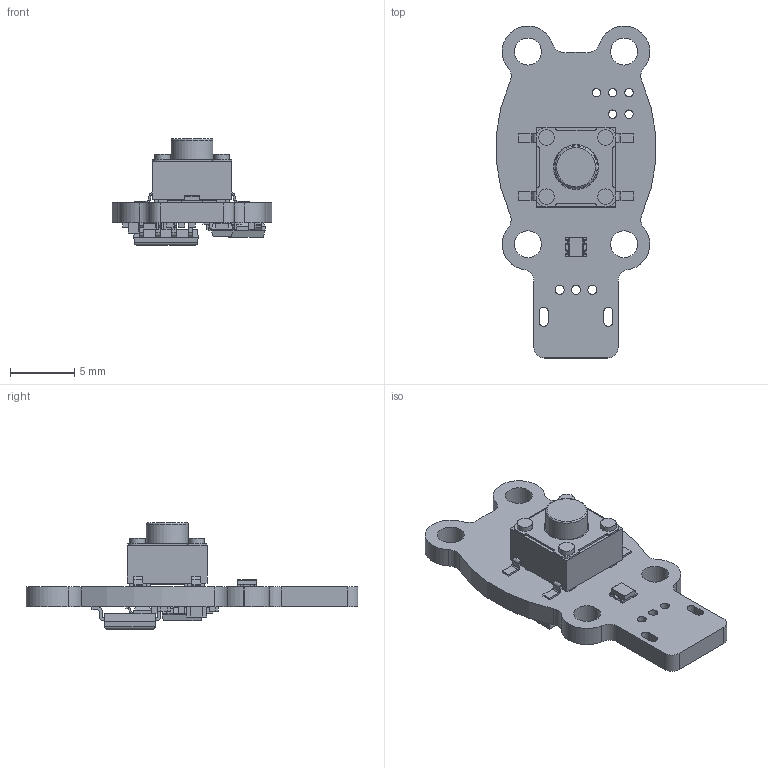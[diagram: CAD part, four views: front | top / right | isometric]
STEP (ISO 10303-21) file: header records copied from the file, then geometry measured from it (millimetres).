
FILE_DESCRIPTION(('Open CASCADE Model'),'2;1');
FILE_NAME('Open CASCADE Shape Model','2021-12-03T20:30:42',('Author'),( 'Open CASCADE'),'Open CASCADE STEP processor 6.8','Open CASCADE 6.8' ,'Unknown');
FILE_SCHEMA(('AUTOMOTIVE_DESIGN { 1 0 10303 214 1 1 1 1 }'));
Length unit declared in the file: millimetre
Products named in the file (42): PCB; Board; Open CASCADE STEP translator 6.8 4.1.1; SW1; 4301x20508x6; R6; 6268907904; Extruded; 6268909344; U2; MSRC-STM-8-SOIC; R5; D6; MSRC-TZ-P4-1615RGBTCA1-0.55T_RGB8421504; R4; D3; MSRC-RCLAMP0521P-N_v2; D1; MSRC-Nexperia_SOT23; C4; 6268908944; 6268908784; D2; U1; MSFT-SOT23-5; Model; R1; FB1; 6268908224; 6268908384; C1; C3; C2; 6367486880; 6367498640
Assembly tree (61 placements, depth 4):
  PCB
    Board
      Open CASCADE STEP translator 6.8 4.1.1
    SW1
      4301x20508x6
    R6
      6268907904  x2
        Extruded
      6268909344
        Extruded
    U2
      MSRC-STM-8-SOIC
    R5
      6268907904  x2
        Extruded
      6268909344
        Extruded
    D6
      MSRC-TZ-P4-1615RGBTCA1-0.55T_RGB8421504
    R4
      6268907904  x2
        Extruded
      6268909344
        Extruded
    D3
      MSRC-RCLAMP0521P-N_v2
    D1
      MSRC-Nexperia_SOT23
    C4
      6268908944  x2
        Extruded
      6268908784
        Extruded
    D2
      MSRC-RCLAMP0521P-N_v2
    U1
      MSFT-SOT23-5
        Model
    R1
      6268907904  x2
        Extruded
      6268909344
        Extruded
    FB1
      6268908224  x2
        Extruded
      6268908384
        Extruded
    C1
      6268908944  x2
        Extruded
      6268908784
        Extruded
    C3
      6268908944  x2
        Extruded
      6268908784
        Extruded
    C2
      6367486880  x2
Bounding box: 12.41 x 25.84 x 8.29 mm (x, y, z)
Volume: 536.8 mm3; surface area: 1080.1 mm2
Topology: 62 solids, 62 shells, 791 faces, 1901 edges, 1243 vertices
Faces by surface type: plane 583, cylinder 190, sphere 16, torus 2
Full cylindrical faces by diameter (mm): 0.152 x1, 0.165 x1, 0.66 x5, 0.71 x3, 1.2 x4, 2.1 x4, 3.25 x1, 3.5 x1
Entity records: 22448 total; most frequent: DIRECTION 3365, CARTESIAN_POINT 3363, ORIENTED_EDGE 3196, EDGE_CURVE 1598, LINE 1215, VECTOR 1215, AXIS2_PLACEMENT_3D 1075, VERTEX_POINT 1049
